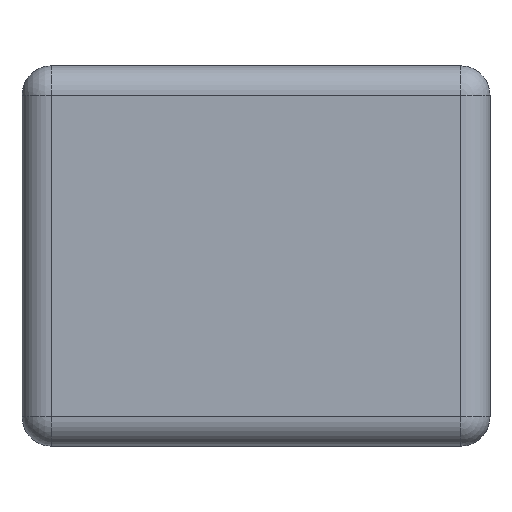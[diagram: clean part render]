
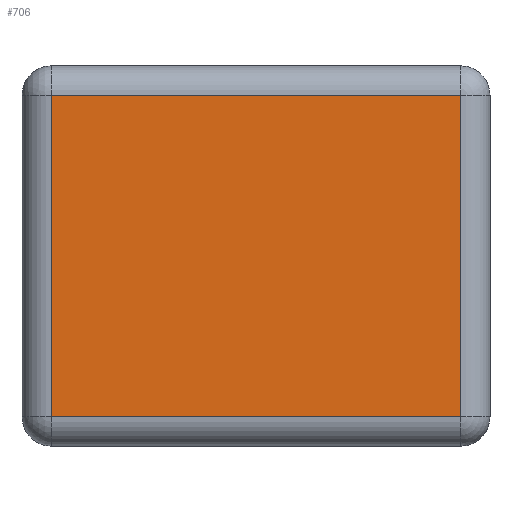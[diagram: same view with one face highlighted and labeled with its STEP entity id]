
A CAD part, left-side view. The second image highlights one B-rep face of the part: STEP entity #706.
In plain terms, the highlighted planar face has unit normal (-1, 0, 0).
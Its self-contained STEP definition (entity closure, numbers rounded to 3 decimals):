
#7 = CARTESIAN_POINT ( 'NONE',  ( -1.6, -0.7, 0.1 ) ) ;
#8 = DIRECTION ( 'NONE',  ( 0., 0., -1. ) ) ;
#48 = CARTESIAN_POINT ( 'NONE',  ( -1.6, -0.8, 0.1 ) ) ;
#60 = DIRECTION ( 'NONE',  ( 0., 0., -1. ) ) ;
#70 = EDGE_LOOP ( 'NONE', ( #224, #1076, #949, #1259 ) ) ;
#79 = LINE ( 'NONE', #1763, #966 ) ;
#144 = DIRECTION ( 'NONE',  ( 0., 0., 1. ) ) ;
#149 = LINE ( 'NONE', #1712, #1095 ) ;
#162 = VERTEX_POINT ( 'NONE', #1706 ) ;
#224 = ORIENTED_EDGE ( 'NONE', *, *, #376, .T. ) ;
#338 = PLANE ( 'NONE',  #1246 ) ;
#362 = DIRECTION ( 'NONE',  ( 0., 1., 0. ) ) ;
#376 = EDGE_CURVE ( 'NONE', #510, #1072, #79, .T. ) ;
#421 = LINE ( 'NONE', #1427, #775 ) ;
#458 = DIRECTION ( 'NONE',  ( 0., -1., 0. ) ) ;
#510 = VERTEX_POINT ( 'NONE', #1245 ) ;
#616 = FACE_OUTER_BOUND ( 'NONE', #70, .T. ) ;
#690 = EDGE_CURVE ( 'NONE', #1072, #162, #149, .T. ) ;
#706 = ADVANCED_FACE ( 'NONE', ( #616 ), #338, .F. ) ;
#775 = VECTOR ( 'NONE', #144, 1000. ) ;
#865 = VERTEX_POINT ( 'NONE', #7 ) ;
#910 = CARTESIAN_POINT ( 'NONE',  ( -1.6, -0.8, 1.3 ) ) ;
#949 = ORIENTED_EDGE ( 'NONE', *, *, #1750, .T. ) ;
#966 = VECTOR ( 'NONE', #362, 1000. ) ;
#993 = LINE ( 'NONE', #48, #1653 ) ;
#1072 = VERTEX_POINT ( 'NONE', #1778 ) ;
#1076 = ORIENTED_EDGE ( 'NONE', *, *, #690, .T. ) ;
#1095 = VECTOR ( 'NONE', #8, 1000. ) ;
#1236 = EDGE_CURVE ( 'NONE', #865, #510, #421, .T. ) ;
#1245 = CARTESIAN_POINT ( 'NONE',  ( -1.6, -0.7, 1.2 ) ) ;
#1246 = AXIS2_PLACEMENT_3D ( 'NONE', #910, #1335, #60 ) ;
#1259 = ORIENTED_EDGE ( 'NONE', *, *, #1236, .T. ) ;
#1335 = DIRECTION ( 'NONE',  ( 1., 0., 0. ) ) ;
#1427 = CARTESIAN_POINT ( 'NONE',  ( -1.6, -0.7, 1.3 ) ) ;
#1653 = VECTOR ( 'NONE', #458, 1000. ) ;
#1706 = CARTESIAN_POINT ( 'NONE',  ( -1.6, 0.7, 0.1 ) ) ;
#1712 = CARTESIAN_POINT ( 'NONE',  ( -1.6, 0.7, 1.3 ) ) ;
#1750 = EDGE_CURVE ( 'NONE', #162, #865, #993, .T. ) ;
#1763 = CARTESIAN_POINT ( 'NONE',  ( -1.6, -0.8, 1.2 ) ) ;
#1778 = CARTESIAN_POINT ( 'NONE',  ( -1.6, 0.7, 1.2 ) ) ;
